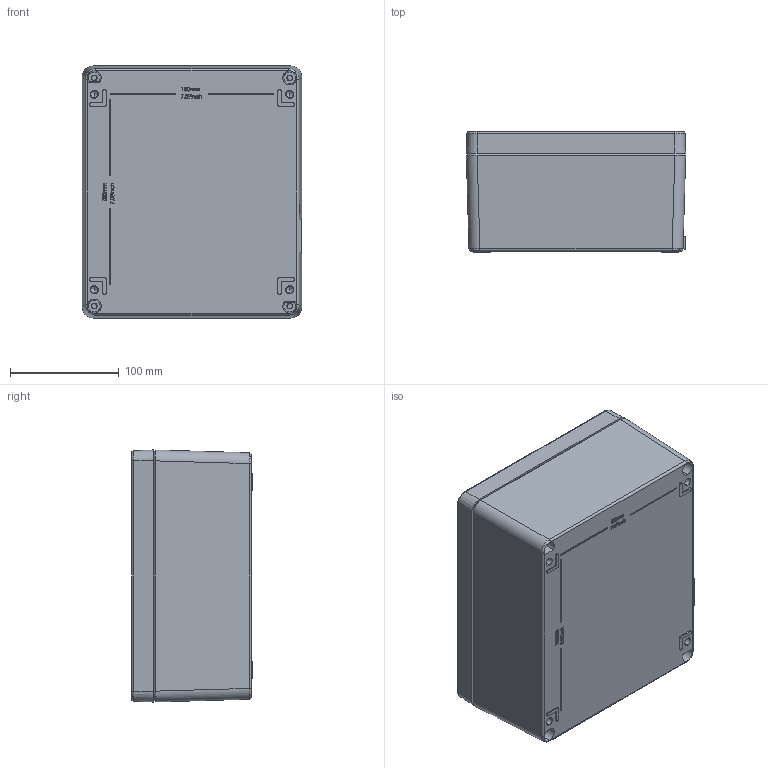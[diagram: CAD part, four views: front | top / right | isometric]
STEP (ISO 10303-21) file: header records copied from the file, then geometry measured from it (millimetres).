
FILE_DESCRIPTION (( 'STEP AP214' ), '1' );
FILE_NAME ('25232011.STEP', '2012-06-14T07:21:37', ( ' ' ), ( '' ), 'SwSTEP 2.0', 'SolidWorks 2011', '' );
FILE_SCHEMA (( 'AUTOMOTIVE_DESIGN' ));
Length unit declared in the file: millimetre
Products named in the file (10): 92441; 92081; 95947; 83171; 01232011_Ex Ausführung; 82015; 93134; 02060; 01060; 25232011
Assembly tree (12 placements, depth 3):
  25232011
    95947
    92441
    01232011_Ex Ausführung
      01060
      93134  x4
      82015
      02060
    92081
    83171
Bounding box: 202 x 111 x 232 mm (x, y, z)
Volume: 941069.4 mm3; surface area: 396798.2 mm2
Topology: 11 solids, 11 shells, 1398 faces, 3410 edges, 2163 vertices
Faces by surface type: plane 603, bspline 302, cone 243, cylinder 203, torus 40, sphere 7
Entity records: 57597 total; most frequent: CARTESIAN_POINT 28814, ORIENTED_EDGE 6294, DIRECTION 4990, EDGE_CURVE 3147, VERTEX_POINT 2013, AXIS2_PLACEMENT_3D 1711, VECTOR 1568, LINE 1568
